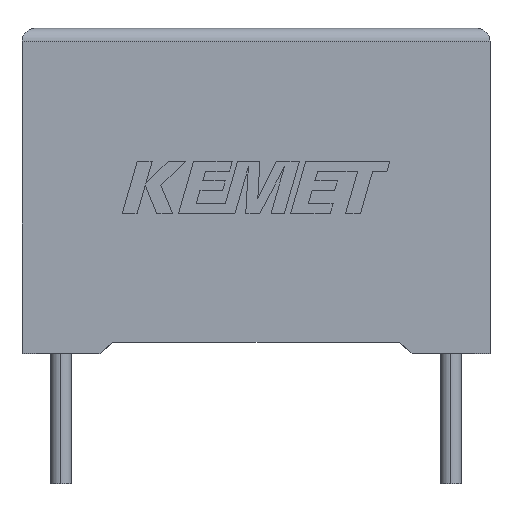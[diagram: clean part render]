
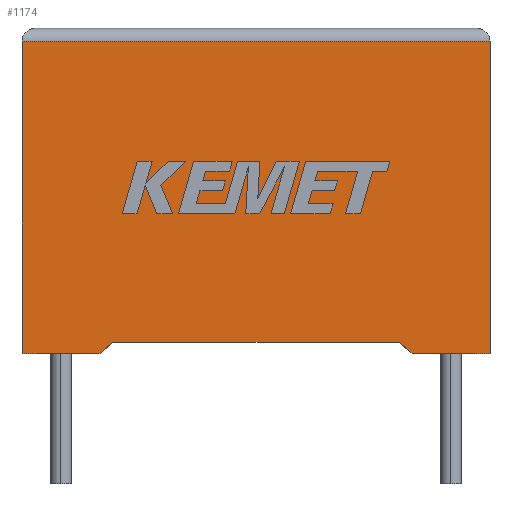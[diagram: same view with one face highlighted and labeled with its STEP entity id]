
A CAD part, top view. The second image highlights one B-rep face of the part: STEP entity #1174.
In plain terms, the highlighted planar face has unit normal (0, 0, 1).
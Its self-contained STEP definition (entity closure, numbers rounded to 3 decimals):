
#23 = VERTEX_POINT ( 'NONE', #2026 ) ;
#24 = LINE ( 'NONE', #3051, #1844 ) ;
#46 = VERTEX_POINT ( 'NONE', #1665 ) ;
#157 = VECTOR ( 'NONE', #1278, 1000. ) ;
#195 = CARTESIAN_POINT ( 'NONE',  ( 9., 0.431, 5.5 ) ) ;
#229 = CARTESIAN_POINT ( 'NONE',  ( 0., 12., 5.5 ) ) ;
#259 = VERTEX_POINT ( 'NONE', #2272 ) ;
#328 = DIRECTION ( 'NONE',  ( -0.757, -0.653, 0. ) ) ;
#331 = CARTESIAN_POINT ( 'NONE',  ( 0., 0., 5.5 ) ) ;
#375 = CARTESIAN_POINT ( 'NONE',  ( 18., 12., 5.5 ) ) ;
#406 = EDGE_CURVE ( 'NONE', #2676, #2037, #1560, .T. ) ;
#425 = CARTESIAN_POINT ( 'NONE',  ( 3.5, 0.431, 5.5 ) ) ;
#454 = ORIENTED_EDGE ( 'NONE', *, *, #2273, .T. ) ;
#465 = VECTOR ( 'NONE', #2394, 1000. ) ;
#610 = VECTOR ( 'NONE', #1139, 1000. ) ;
#719 = LINE ( 'NONE', #1875, #465 ) ;
#728 = ORIENTED_EDGE ( 'NONE', *, *, #1613, .T. ) ;
#731 = EDGE_CURVE ( 'NONE', #2060, #2896, #1734, .T. ) ;
#829 = PLANE ( 'NONE',  #2392 ) ;
#852 = VERTEX_POINT ( 'NONE', #375 ) ;
#878 = ORIENTED_EDGE ( 'NONE', *, *, #731, .F. ) ;
#879 = CARTESIAN_POINT ( 'NONE',  ( 18., 0., 5.5 ) ) ;
#881 = EDGE_LOOP ( 'NONE', ( #1984, #728, #2267, #2314, #878, #1504, #454, #2702 ) ) ;
#967 = VECTOR ( 'NONE', #2712, 1000. ) ;
#1139 = DIRECTION ( 'NONE',  ( -1., 0., 0. ) ) ;
#1152 = CARTESIAN_POINT ( 'NONE',  ( 0., 0., 5.5 ) ) ;
#1159 = LINE ( 'NONE', #229, #1941 ) ;
#1174 = ADVANCED_FACE ( 'NONE', ( #2992 ), #829, .F. ) ;
#1179 = DIRECTION ( 'NONE',  ( 0., 1., 0. ) ) ;
#1278 = DIRECTION ( 'NONE',  ( 0., -1., 0. ) ) ;
#1401 = DIRECTION ( 'NONE',  ( -1., 0., 0. ) ) ;
#1499 = EDGE_CURVE ( 'NONE', #259, #2060, #2315, .T. ) ;
#1504 = ORIENTED_EDGE ( 'NONE', *, *, #1499, .F. ) ;
#1560 = LINE ( 'NONE', #331, #157 ) ;
#1589 = EDGE_CURVE ( 'NONE', #46, #23, #24, .T. ) ;
#1613 = EDGE_CURVE ( 'NONE', #852, #2676, #1159, .T. ) ;
#1639 = EDGE_CURVE ( 'NONE', #2037, #2896, #719, .T. ) ;
#1665 = CARTESIAN_POINT ( 'NONE',  ( 15., 0., 5.5 ) ) ;
#1734 = LINE ( 'NONE', #1959, #2530 ) ;
#1844 = VECTOR ( 'NONE', #2601, 1000. ) ;
#1848 = CARTESIAN_POINT ( 'NONE',  ( 0., 0., 5.5 ) ) ;
#1875 = CARTESIAN_POINT ( 'NONE',  ( 0., 0., 5.5 ) ) ;
#1941 = VECTOR ( 'NONE', #2628, 1000. ) ;
#1946 = VECTOR ( 'NONE', #1179, 1000. ) ;
#1959 = CARTESIAN_POINT ( 'NONE',  ( 3., 0., 5.5 ) ) ;
#1984 = ORIENTED_EDGE ( 'NONE', *, *, #2526, .T. ) ;
#2005 = CARTESIAN_POINT ( 'NONE',  ( 0., 12., 5.5 ) ) ;
#2026 = CARTESIAN_POINT ( 'NONE',  ( 18., 0., 5.5 ) ) ;
#2037 = VERTEX_POINT ( 'NONE', #1152 ) ;
#2060 = VERTEX_POINT ( 'NONE', #425 ) ;
#2146 = DIRECTION ( 'NONE',  ( 0., 0., -1. ) ) ;
#2267 = ORIENTED_EDGE ( 'NONE', *, *, #406, .T. ) ;
#2272 = CARTESIAN_POINT ( 'NONE',  ( 14.5, 0.431, 5.5 ) ) ;
#2273 = EDGE_CURVE ( 'NONE', #259, #46, #2473, .T. ) ;
#2314 = ORIENTED_EDGE ( 'NONE', *, *, #1639, .T. ) ;
#2315 = LINE ( 'NONE', #195, #610 ) ;
#2369 = LINE ( 'NONE', #879, #1946 ) ;
#2392 = AXIS2_PLACEMENT_3D ( 'NONE', #1848, #2146, #1401 ) ;
#2394 = DIRECTION ( 'NONE',  ( 1., 0., 0. ) ) ;
#2473 = LINE ( 'NONE', #2756, #967 ) ;
#2526 = EDGE_CURVE ( 'NONE', #23, #852, #2369, .T. ) ;
#2530 = VECTOR ( 'NONE', #328, 1000. ) ;
#2601 = DIRECTION ( 'NONE',  ( 1., 0., 0. ) ) ;
#2628 = DIRECTION ( 'NONE',  ( -1., 0., 0. ) ) ;
#2676 = VERTEX_POINT ( 'NONE', #2005 ) ;
#2702 = ORIENTED_EDGE ( 'NONE', *, *, #1589, .T. ) ;
#2712 = DIRECTION ( 'NONE',  ( 0.757, -0.653, 0. ) ) ;
#2756 = CARTESIAN_POINT ( 'NONE',  ( 15., 0., 5.5 ) ) ;
#2896 = VERTEX_POINT ( 'NONE', #2912 ) ;
#2912 = CARTESIAN_POINT ( 'NONE',  ( 3., 0., 5.5 ) ) ;
#2992 = FACE_OUTER_BOUND ( 'NONE', #881, .T. ) ;
#3051 = CARTESIAN_POINT ( 'NONE',  ( 0., 0., 5.5 ) ) ;
